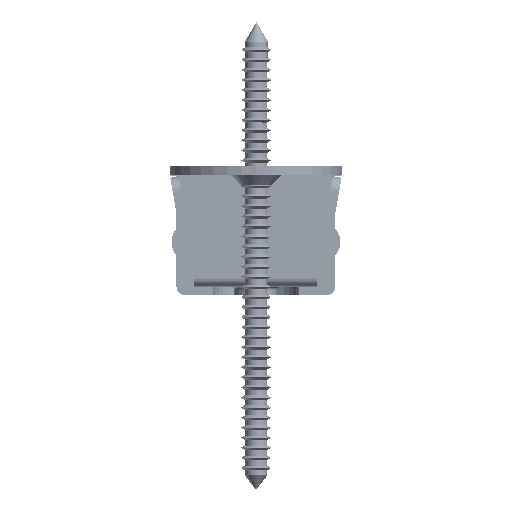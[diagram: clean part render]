
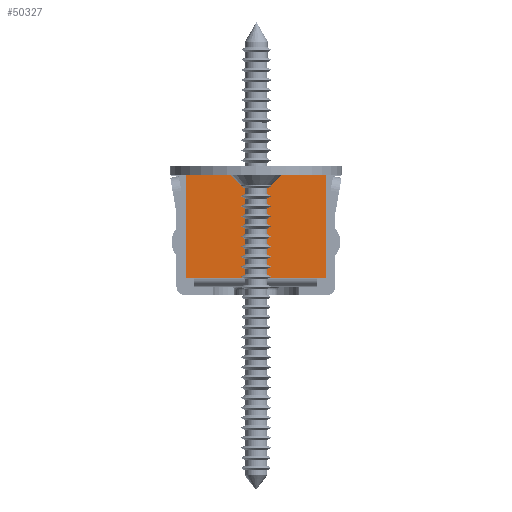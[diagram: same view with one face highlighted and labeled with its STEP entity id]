
A CAD part, front view. The second image highlights one B-rep face of the part: STEP entity #50327.
In plain terms, the highlighted planar face has unit normal (0, -1, 0).
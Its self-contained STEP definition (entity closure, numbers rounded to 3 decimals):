
#662 = EDGE_CURVE ( 'NONE', #81238, #46896, #75755, .T. ) ;
#723 = LINE ( 'NONE', #26312, #78702 ) ;
#4406 = ORIENTED_EDGE ( 'NONE', *, *, #662, .T. ) ;
#5416 = CARTESIAN_POINT ( 'NONE',  ( 9.75, -172.5, 2.4 ) ) ;
#6163 = DIRECTION ( 'NONE',  ( 1., 0., 0. ) ) ;
#11495 = VERTEX_POINT ( 'NONE', #5416 ) ;
#12038 = CARTESIAN_POINT ( 'NONE',  ( -9.75, -172.5, 2.4 ) ) ;
#14099 = DIRECTION ( 'NONE',  ( 0., 0., -1. ) ) ;
#15516 = LINE ( 'NONE', #41080, #56583 ) ;
#17738 = EDGE_CURVE ( 'NONE', #41106, #24205, #723, .T. ) ;
#19966 = PLANE ( 'NONE',  #37215 ) ;
#20413 = CARTESIAN_POINT ( 'NONE',  ( 8.55, -172.5, 2.4 ) ) ;
#23195 = VECTOR ( 'NONE', #63986, 1000. ) ;
#23423 = CARTESIAN_POINT ( 'NONE',  ( -9.75, -172.5, 16.7 ) ) ;
#24205 = VERTEX_POINT ( 'NONE', #20413 ) ;
#24221 = LINE ( 'NONE', #12038, #33642 ) ;
#25600 = VECTOR ( 'NONE', #82441, 1000. ) ;
#26312 = CARTESIAN_POINT ( 'NONE',  ( -9.75, -172.5, 2.4 ) ) ;
#27094 = LINE ( 'NONE', #32128, #23195 ) ;
#32128 = CARTESIAN_POINT ( 'NONE',  ( -9.75, -172.5, 17.9 ) ) ;
#32822 = CARTESIAN_POINT ( 'NONE',  ( 9.75, -172.5, 16.7 ) ) ;
#33642 = VECTOR ( 'NONE', #6163, 1000. ) ;
#34380 = DIRECTION ( 'NONE',  ( 0., 0., 1. ) ) ;
#36275 = CARTESIAN_POINT ( 'NONE',  ( -9.75, -172.5, 2.4 ) ) ;
#37215 = AXIS2_PLACEMENT_3D ( 'NONE', #38405, #58153, #14099 ) ;
#38399 = ORIENTED_EDGE ( 'NONE', *, *, #77542, .T. ) ;
#38405 = CARTESIAN_POINT ( 'NONE',  ( -9.75, -172.5, 17.9 ) ) ;
#41080 = CARTESIAN_POINT ( 'NONE',  ( 9.75, -172.5, 17.9 ) ) ;
#41106 = VERTEX_POINT ( 'NONE', #62692 ) ;
#43412 = EDGE_CURVE ( 'NONE', #47310, #41106, #24221, .T. ) ;
#46896 = VERTEX_POINT ( 'NONE', #23423 ) ;
#47310 = VERTEX_POINT ( 'NONE', #36275 ) ;
#48122 = EDGE_LOOP ( 'NONE', ( #4406, #64207, #79314, #49749, #79475, #38399 ) ) ;
#49749 = ORIENTED_EDGE ( 'NONE', *, *, #17738, .T. ) ;
#50327 = ADVANCED_FACE ( 'NONE', ( #64848 ), #19966, .F. ) ;
#51353 = VECTOR ( 'NONE', #80446, 1000. ) ;
#51474 = DIRECTION ( 'NONE',  ( 1., 0., 0. ) ) ;
#56583 = VECTOR ( 'NONE', #34380, 1000. ) ;
#58153 = DIRECTION ( 'NONE',  ( 0., 1., 0. ) ) ;
#58190 = CARTESIAN_POINT ( 'NONE',  ( 9.75, -172.5, 16.7 ) ) ;
#62692 = CARTESIAN_POINT ( 'NONE',  ( -8.55, -172.5, 2.4 ) ) ;
#63986 = DIRECTION ( 'NONE',  ( 0., 0., -1. ) ) ;
#64207 = ORIENTED_EDGE ( 'NONE', *, *, #78568, .T. ) ;
#64848 = FACE_OUTER_BOUND ( 'NONE', #48122, .T. ) ;
#67528 = LINE ( 'NONE', #75417, #51353 ) ;
#69801 = EDGE_CURVE ( 'NONE', #24205, #11495, #67528, .T. ) ;
#75417 = CARTESIAN_POINT ( 'NONE',  ( -9.75, -172.5, 2.4 ) ) ;
#75755 = LINE ( 'NONE', #58190, #25600 ) ;
#77542 = EDGE_CURVE ( 'NONE', #11495, #81238, #15516, .T. ) ;
#78568 = EDGE_CURVE ( 'NONE', #46896, #47310, #27094, .T. ) ;
#78702 = VECTOR ( 'NONE', #51474, 1000. ) ;
#79314 = ORIENTED_EDGE ( 'NONE', *, *, #43412, .T. ) ;
#79475 = ORIENTED_EDGE ( 'NONE', *, *, #69801, .T. ) ;
#80446 = DIRECTION ( 'NONE',  ( 1., 0., 0. ) ) ;
#81238 = VERTEX_POINT ( 'NONE', #32822 ) ;
#82441 = DIRECTION ( 'NONE',  ( -1., 0., 0. ) ) ;
